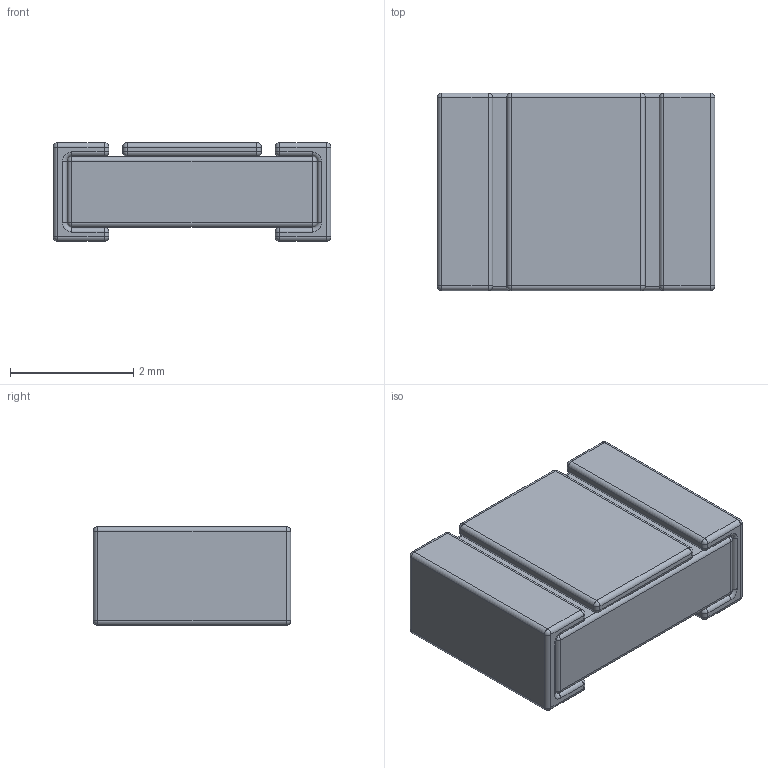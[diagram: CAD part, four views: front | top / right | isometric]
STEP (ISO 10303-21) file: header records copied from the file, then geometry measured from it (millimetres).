
FILE_DESCRIPTION(('FreeCAD Model'),'2;1');
FILE_NAME('Open CASCADE Shape Model','2023-08-01T16:12:21',(''),(''), 'Open CASCADE STEP processor 7.6','FreeCAD','Unknown');
FILE_SCHEMA(('AUTOMOTIVE_DESIGN { 1 0 10303 214 1 1 1 1 }'));
Length unit declared in the file: millimetre
Products named in the file (5): Res_Film; Substrate; Terminals; Terminals_Single; Cover
Assembly tree (5 placements, depth 3):
  Res_Film
    Substrate
    Terminals
      Terminals_Single  x2
    Cover
Bounding box: 4.5 x 3.2 x 1.6 mm (x, y, z)
Volume: 20.6 mm3; surface area: 98.5 mm2
Topology: 4 solids, 4 shells, 152 faces, 336 edges, 152 vertices
Faces by surface type: cylinder 72, sphere 40, plane 32, torus 8
Entity records: 5172 total; most frequent: DIRECTION 904, CARTESIAN_POINT 796, LINE 484, VECTOR 484, ORIENTED_EDGE 392, PCURVE 392, DEFINITIONAL_REPRESENTATION 392, AXIS2_PLACEMENT_3D 208
